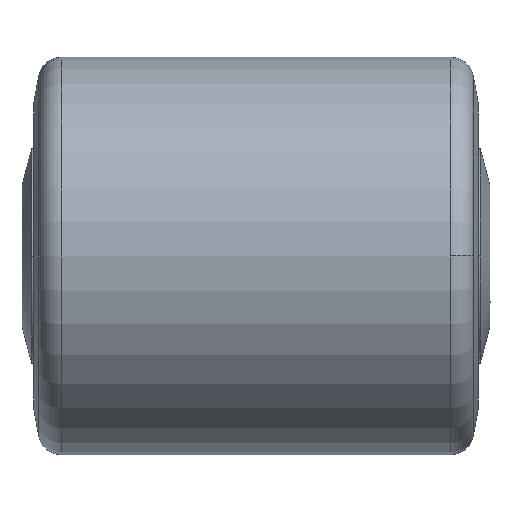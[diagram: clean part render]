
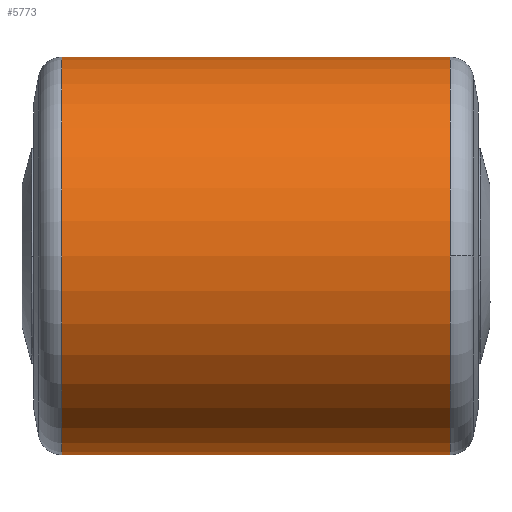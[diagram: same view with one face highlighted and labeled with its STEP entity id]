
A CAD part, front view. The second image highlights one B-rep face of the part: STEP entity #5773.
In plain terms, the highlighted cylindrical face has radius 42.5 mm (diameter 85 mm), a partial arc.
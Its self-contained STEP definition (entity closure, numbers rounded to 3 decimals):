
#352 = VERTEX_POINT ( 'NONE', #15159 ) ;
#1278 = CARTESIAN_POINT ( 'NONE',  ( -41.541, 0., -42.5 ) ) ;
#1953 = CARTESIAN_POINT ( 'NONE',  ( 41.541, 0., -42.5 ) ) ;
#4001 = DIRECTION ( 'NONE',  ( 1., 0., 0. ) ) ;
#4443 = CIRCLE ( 'NONE', #16752, 42.5 ) ;
#5407 = VECTOR ( 'NONE', #4001, 1000. ) ;
#5569 = LINE ( 'NONE', #18274, #5407 ) ;
#5632 = LINE ( 'NONE', #11972, #8455 ) ;
#5647 = DIRECTION ( 'NONE',  ( 0., 0., -1. ) ) ;
#5773 = ADVANCED_FACE ( 'NONE', ( #10148 ), #6923, .T. ) ;
#6026 = EDGE_CURVE ( 'NONE', #13857, #19977, #12593, .T. ) ;
#6251 = VERTEX_POINT ( 'NONE', #1278 ) ;
#6450 = EDGE_CURVE ( 'NONE', #19977, #15483, #14590, .T. ) ;
#6923 = CYLINDRICAL_SURFACE ( 'NONE', #9261, 42.5 ) ;
#7340 = CARTESIAN_POINT ( 'NONE',  ( 0., 0., 0. ) ) ;
#8283 = ORIENTED_EDGE ( 'NONE', *, *, #12518, .F. ) ;
#8455 = VECTOR ( 'NONE', #18341, 1000. ) ;
#9261 = AXIS2_PLACEMENT_3D ( 'NONE', #7340, #18275, #13688 ) ;
#9291 = ORIENTED_EDGE ( 'NONE', *, *, #6026, .T. ) ;
#9587 = CARTESIAN_POINT ( 'NONE',  ( 41.541, 0., 0. ) ) ;
#9923 = AXIS2_PLACEMENT_3D ( 'NONE', #13253, #11988, #5647 ) ;
#10148 = FACE_OUTER_BOUND ( 'NONE', #11721, .T. ) ;
#10324 = CARTESIAN_POINT ( 'NONE',  ( 41.541, -42.5, 0. ) ) ;
#10669 = ORIENTED_EDGE ( 'NONE', *, *, #6450, .T. ) ;
#11721 = EDGE_LOOP ( 'NONE', ( #8283, #16027, #15678, #9291, #10669 ) ) ;
#11972 = CARTESIAN_POINT ( 'NONE',  ( 0., 0., 42.5 ) ) ;
#11988 = DIRECTION ( 'NONE',  ( -1., 0., 0. ) ) ;
#12518 = EDGE_CURVE ( 'NONE', #352, #15483, #5632, .T. ) ;
#12593 = CIRCLE ( 'NONE', #9923, 42.5 ) ;
#12815 = DIRECTION ( 'NONE',  ( 0., 0., -1. ) ) ;
#13253 = CARTESIAN_POINT ( 'NONE',  ( 41.541, 0., 0. ) ) ;
#13580 = AXIS2_PLACEMENT_3D ( 'NONE', #9587, #15935, #12815 ) ;
#13688 = DIRECTION ( 'NONE',  ( 0., 0., -1. ) ) ;
#13857 = VERTEX_POINT ( 'NONE', #1953 ) ;
#14590 = CIRCLE ( 'NONE', #13580, 42.5 ) ;
#15159 = CARTESIAN_POINT ( 'NONE',  ( -41.541, 0., 42.5 ) ) ;
#15483 = VERTEX_POINT ( 'NONE', #19518 ) ;
#15678 = ORIENTED_EDGE ( 'NONE', *, *, #17973, .T. ) ;
#15935 = DIRECTION ( 'NONE',  ( -1., 0., 0. ) ) ;
#16027 = ORIENTED_EDGE ( 'NONE', *, *, #19390, .T. ) ;
#16752 = AXIS2_PLACEMENT_3D ( 'NONE', #20309, #16878, #19996 ) ;
#16878 = DIRECTION ( 'NONE',  ( 1., 0., 0. ) ) ;
#17973 = EDGE_CURVE ( 'NONE', #6251, #13857, #5569, .T. ) ;
#18274 = CARTESIAN_POINT ( 'NONE',  ( 0., 0., -42.5 ) ) ;
#18275 = DIRECTION ( 'NONE',  ( 1., 0., 0. ) ) ;
#18341 = DIRECTION ( 'NONE',  ( 1., 0., 0. ) ) ;
#19390 = EDGE_CURVE ( 'NONE', #352, #6251, #4443, .T. ) ;
#19518 = CARTESIAN_POINT ( 'NONE',  ( 41.541, 0., 42.5 ) ) ;
#19977 = VERTEX_POINT ( 'NONE', #10324 ) ;
#19996 = DIRECTION ( 'NONE',  ( 0., 0., -1. ) ) ;
#20309 = CARTESIAN_POINT ( 'NONE',  ( -41.541, 0., 0. ) ) ;
